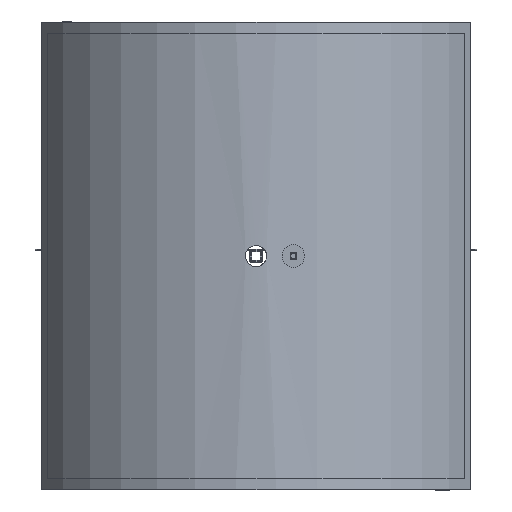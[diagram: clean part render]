
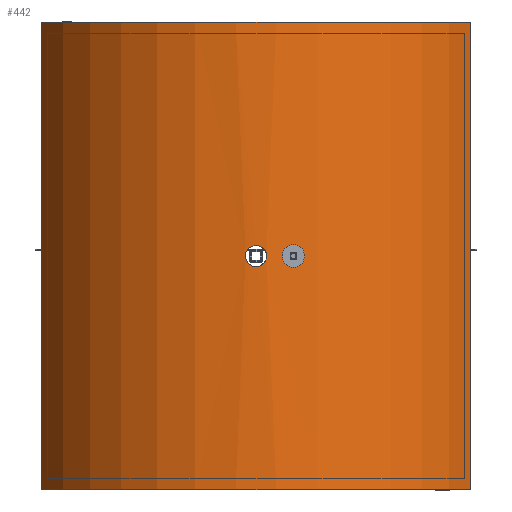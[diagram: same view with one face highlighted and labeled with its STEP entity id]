
A CAD part, left-side view. The second image highlights one B-rep face of the part: STEP entity #442.
In plain terms, the highlighted cylindrical face has radius 321.9 mm (diameter 643.8 mm), a partial arc.
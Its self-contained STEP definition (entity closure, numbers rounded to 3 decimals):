
#240=CARTESIAN_POINT('',(-321.9,0.,14.));
#241=VERTEX_POINT('',#240);
#249=CARTESIAN_POINT('',(-321.9,0.,14.));
#250=CARTESIAN_POINT('',(-321.9,-3.219,14.));
#251=CARTESIAN_POINT('',(-321.845,-6.425,12.852));
#252=CARTESIAN_POINT('',(-321.777,-8.909,10.81));
#253=CARTESIAN_POINT('',(-321.707,-11.432,8.736));
#254=CARTESIAN_POINT('',(-321.63,-13.19,5.755));
#255=CARTESIAN_POINT('',(-321.605,-13.784,2.546));
#256=CARTESIAN_POINT('',(-321.58,-14.373,-0.635));
#257=CARTESIAN_POINT('',(-321.607,-13.814,-4.015));
#258=CARTESIAN_POINT('',(-321.667,-12.233,-6.838));
#259=CARTESIAN_POINT('',(-321.727,-10.656,-9.653));
#260=CARTESIAN_POINT('',(-321.813,-8.074,-11.892));
#261=CARTESIAN_POINT('',(-321.86,-5.061,-13.056));
#262=CARTESIAN_POINT('',(-321.907,-2.06,-14.216));
#263=CARTESIAN_POINT('',(-321.912,1.346,-14.301));
#264=CARTESIAN_POINT('',(-321.87,4.401,-13.292));
#265=CARTESIAN_POINT('',(-321.827,7.532,-12.259));
#266=CARTESIAN_POINT('',(-321.741,10.27,-10.083));
#267=CARTESIAN_POINT('',(-321.677,11.981,-7.269));
#268=CARTESIAN_POINT('',(-321.615,13.656,-4.514));
#269=CARTESIAN_POINT('',(-321.581,14.336,-1.169));
#270=CARTESIAN_POINT('',(-321.601,13.871,2.021));
#271=CARTESIAN_POINT('',(-321.622,13.39,5.313));
#272=CARTESIAN_POINT('',(-321.698,11.69,8.414));
#273=CARTESIAN_POINT('',(-321.769,9.17,10.59));
#274=CARTESIAN_POINT('',(-321.841,6.651,12.766));
#275=CARTESIAN_POINT('',(-321.9,3.332,14.));
#276=CARTESIAN_POINT('',(-321.9,0.,14.));
#277=B_SPLINE_CURVE_WITH_KNOTS('',3,(#249,#250,#251,#252,#253,#254,#255,#256,#257,#258,#259,#260,#261,#262,#263,#264,#265,#266,#267,#268,#269,#270,#271,#272,#273,#274,#275,#276),.UNSPECIFIED.,.T.,.U.,(4,3,3,3,3,3,3,3,3,4),(-3.142,-2.453,-1.754,-1.061,-0.369,0.319,1.025,1.716,2.429,3.142),.UNSPECIFIED.);
#278=EDGE_CURVE('',#241,#241,#277,.T.);
#300=CARTESIAN_POINT('',(-146.165,286.802,312.5));
#301=VERTEX_POINT('',#300);
#308=CARTESIAN_POINT('',(-146.165,-286.802,312.5));
#309=VERTEX_POINT('',#308);
#310=CARTESIAN_POINT('',(0.,0.,312.5));
#311=DIRECTION('',(0.,0.,1.0));
#312=DIRECTION('',(-0.454,0.891,0.));
#313=AXIS2_PLACEMENT_3D('',#310,#311,#312);
#314=CIRCLE('',#313,321.9);
#315=EDGE_CURVE('',#301,#309,#314,.T.);
#339=CARTESIAN_POINT('',(-146.165,286.802,-312.5));
#340=VERTEX_POINT('',#339);
#347=CARTESIAN_POINT('',(-146.165,286.802,-312.5));
#348=DIRECTION('',(0.0,0.0,1.0));
#349=VECTOR('',#348,625.);
#350=LINE('',#347,#349);
#351=EDGE_CURVE('',#340,#301,#350,.T.);
#371=CARTESIAN_POINT('',(-146.165,-286.802,-312.5));
#372=VERTEX_POINT('',#371);
#379=CARTESIAN_POINT('',(0.,0.,-312.5));
#380=DIRECTION('',(0.,0.,1.0));
#381=DIRECTION('',(-0.454,0.891,0.));
#382=AXIS2_PLACEMENT_3D('',#379,#380,#381);
#383=CIRCLE('',#382,321.9);
#384=EDGE_CURVE('',#340,#372,#383,.T.);
#402=CARTESIAN_POINT('',(-146.165,-286.802,-312.5));
#403=DIRECTION('',(0.0,0.0,1.0));
#404=VECTOR('',#403,625.);
#405=LINE('',#402,#404);
#406=EDGE_CURVE('',#372,#309,#405,.T.);
#428=CARTESIAN_POINT('',(0.,0.,0.));
#429=DIRECTION('',(0.,0.,1.0));
#430=DIRECTION('',(-0.454,0.891,0.));
#431=AXIS2_PLACEMENT_3D('',#428,#429,#430);
#432=CYLINDRICAL_SURFACE('',#431,321.9);
#433=ORIENTED_EDGE('',*,*,#278,.T.);
#434=EDGE_LOOP('',(#433));
#435=FACE_OUTER_BOUND('',#434,.T.);
#436=ORIENTED_EDGE('',*,*,#406,.T.);
#437=ORIENTED_EDGE('',*,*,#315,.F.);
#438=ORIENTED_EDGE('',*,*,#351,.F.);
#439=ORIENTED_EDGE('',*,*,#384,.T.);
#440=EDGE_LOOP('',(#436,#437,#438,#439));
#441=FACE_BOUND('',#440,.T.);
#442=ADVANCED_FACE('',(#435,#441),#432,.T.);
